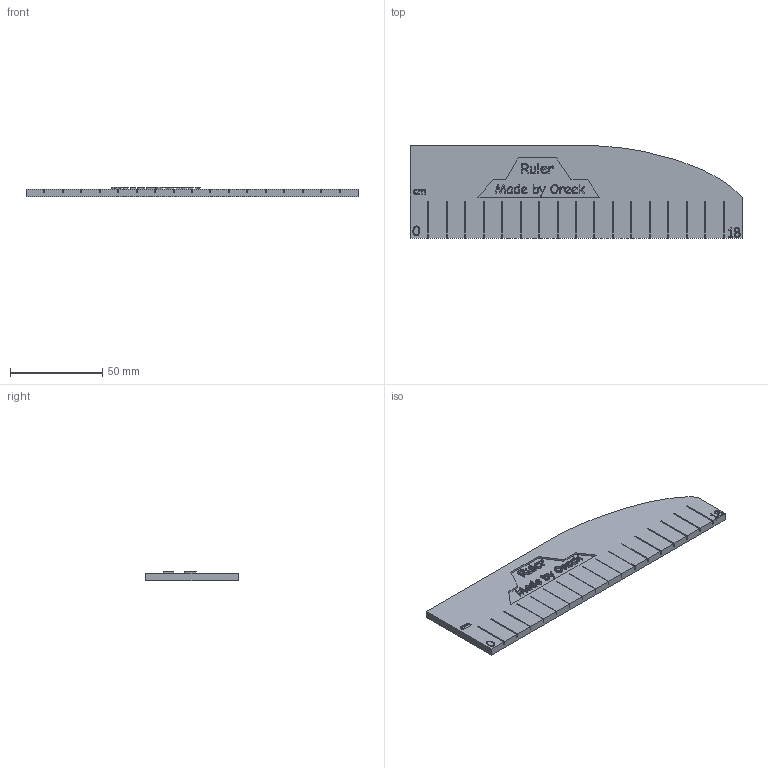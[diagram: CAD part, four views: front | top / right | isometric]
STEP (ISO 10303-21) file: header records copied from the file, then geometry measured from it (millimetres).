
FILE_DESCRIPTION(/* description */ ('STEP AP242 Edition 2','CAx-IF Rec.Pracs.---Representation and Presentation of Product Manufacturing Information (PMI)---4.0---2014-10-13','CAx-IF Rec.Pracs.---3D Tessellated Geometry---0.4---2014-09-14','2;1','CAx-IF Rec.Pracs.---User Defined Attributes---1.5---2016-08-15'),/* implementation_level */ '2;1');
FILE_NAME(/* name */ '694444b9496852f5c33e3103',/* time_stamp */ '2025-12-18T18:15:23Z',/* author */ (''),/* organization */ (''),/* preprocessor_version */ 'ST-DEVELOPER v20',/* originating_system */ 'ONSHAPE BY PTC INC, 1.208',/* authorisation */ ' ');
FILE_SCHEMA (('AP242_MANAGED_MODEL_BASED_3D_ENGINEERING_MIM_LF { 1 0 10303 442 3 1 4 }'));
Length unit declared in the file: metre
Products named in the file (34): Part 30; Part 1; Part 2; Part 3; Part 4; Part 5; Part 6; Part 7; Part 8; Part 9; Part 10; Part 11; Part 12; Part 13; Part 14; Part 15; Part 16; Part 17; Part 18; Part 19; Part 20; Part 21; Part 22; Part 23; Part 24; Part 25; Part 26; Part 27; Part 28; Part 29; Part 31; Part 32; Part 33; Part 34
Bounding box: 180 x 50 x 5 mm (x, y, z)
Volume: 32787.4 mm3; surface area: 20931.3 mm2
Topology: 34 solids, 34 shells, 694 faces, 1851 edges, 1234 vertices
Faces by surface type: cylinder 269, plane 234, bspline 191
Entity records: 23329 total; most frequent: CARTESIAN_POINT 5916, ORIENTED_EDGE 3702, DIRECTION 3081, EDGE_CURVE 1851, VERTEX_POINT 1234, AXIS2_PLACEMENT_3D 1075, LINE 931, VECTOR 931
